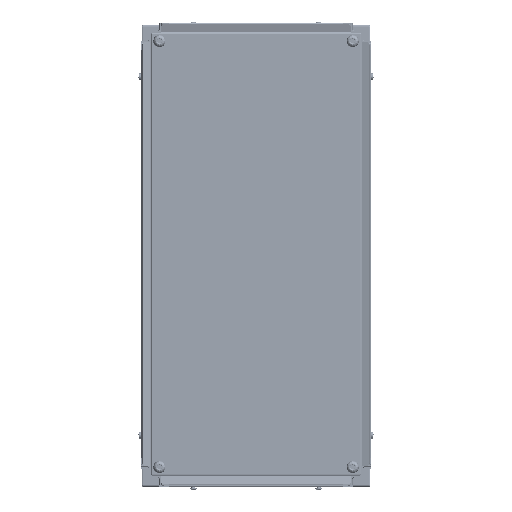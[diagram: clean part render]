
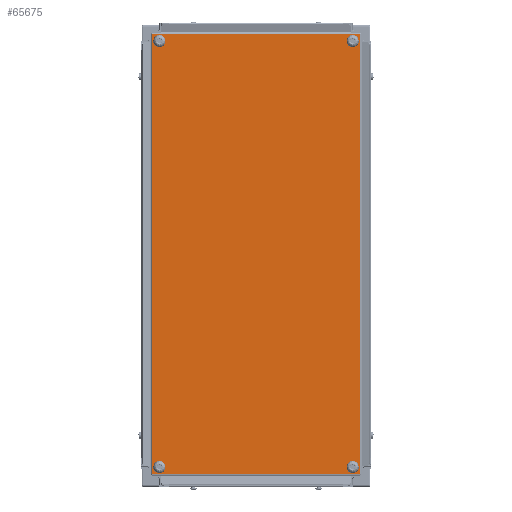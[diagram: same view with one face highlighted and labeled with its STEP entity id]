
A CAD part, top view. The second image highlights one B-rep face of the part: STEP entity #65675.
In plain terms, the highlighted face is planar.
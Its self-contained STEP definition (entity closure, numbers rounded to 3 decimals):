
#64829=CARTESIAN_POINT('Vertex',(-178.,-378.,0.)) ;
#65074=CARTESIAN_POINT('Line Origine',(-178.,0.,0.)) ;
#65078=CARTESIAN_POINT('Vertex',(-178.,378.,0.)) ;
#65102=CARTESIAN_POINT('Vertex',(178.,-378.,0.)) ;
#65105=CARTESIAN_POINT('Line Origine',(0.,-378.,0.)) ;
#65580=CARTESIAN_POINT('Axis2P3D Location',(0.,0.,0.)) ;
#65585=CARTESIAN_POINT('Line Origine',(178.,0.,0.)) ;
#65589=CARTESIAN_POINT('Vertex',(178.,378.,0.)) ;
#65592=CARTESIAN_POINT('Line Origine',(0.,378.,0.)) ;
#65603=CARTESIAN_POINT('Axis2P3D Location',(-166.,-366.,0.)) ;
#65607=CARTESIAN_POINT('Vertex',(-166.,-359.,0.)) ;
#65609=CARTESIAN_POINT('Vertex',(-166.,-373.,0.)) ;
#65612=CARTESIAN_POINT('Axis2P3D Location',(-166.,-366.,0.)) ;
#65621=CARTESIAN_POINT('Axis2P3D Location',(166.,-366.,0.)) ;
#65625=CARTESIAN_POINT('Vertex',(166.,-373.,0.)) ;
#65627=CARTESIAN_POINT('Vertex',(166.,-359.,0.)) ;
#65630=CARTESIAN_POINT('Axis2P3D Location',(166.,-366.,0.)) ;
#65639=CARTESIAN_POINT('Axis2P3D Location',(166.,366.,0.)) ;
#65643=CARTESIAN_POINT('Vertex',(166.,359.,0.)) ;
#65645=CARTESIAN_POINT('Vertex',(166.,373.,0.)) ;
#65648=CARTESIAN_POINT('Axis2P3D Location',(166.,366.,0.)) ;
#65657=CARTESIAN_POINT('Axis2P3D Location',(-166.,366.,0.)) ;
#65661=CARTESIAN_POINT('Vertex',(-166.,373.,0.)) ;
#65663=CARTESIAN_POINT('Vertex',(-166.,359.,0.)) ;
#65666=CARTESIAN_POINT('Axis2P3D Location',(-166.,366.,0.)) ;
#65075=DIRECTION('Vector Direction',(0.,-1.,0.)) ;
#65106=DIRECTION('Vector Direction',(1.,0.,0.)) ;
#65581=DIRECTION('Axis2P3D Direction',(0.,0.,-1.)) ;
#65582=DIRECTION('Axis2P3D XDirection',(1.,0.,0.)) ;
#65586=DIRECTION('Vector Direction',(0.,1.,0.)) ;
#65593=DIRECTION('Vector Direction',(-1.,0.,0.)) ;
#65604=DIRECTION('Axis2P3D Direction',(0.,0.,-1.)) ;
#65613=DIRECTION('Axis2P3D Direction',(0.,0.,-1.)) ;
#65622=DIRECTION('Axis2P3D Direction',(0.,0.,-1.)) ;
#65631=DIRECTION('Axis2P3D Direction',(0.,0.,-1.)) ;
#65640=DIRECTION('Axis2P3D Direction',(0.,0.,-1.)) ;
#65649=DIRECTION('Axis2P3D Direction',(0.,0.,-1.)) ;
#65658=DIRECTION('Axis2P3D Direction',(0.,0.,-1.)) ;
#65667=DIRECTION('Axis2P3D Direction',(0.,0.,-1.)) ;
#65583=AXIS2_PLACEMENT_3D('Plane Axis2P3D',#65580,#65581,#65582) ;
#65605=AXIS2_PLACEMENT_3D('Circle Axis2P3D',#65603,#65604,$) ;
#65614=AXIS2_PLACEMENT_3D('Circle Axis2P3D',#65612,#65613,$) ;
#65623=AXIS2_PLACEMENT_3D('Circle Axis2P3D',#65621,#65622,$) ;
#65632=AXIS2_PLACEMENT_3D('Circle Axis2P3D',#65630,#65631,$) ;
#65641=AXIS2_PLACEMENT_3D('Circle Axis2P3D',#65639,#65640,$) ;
#65650=AXIS2_PLACEMENT_3D('Circle Axis2P3D',#65648,#65649,$) ;
#65659=AXIS2_PLACEMENT_3D('Circle Axis2P3D',#65657,#65658,$) ;
#65668=AXIS2_PLACEMENT_3D('Circle Axis2P3D',#65666,#65667,$) ;
#65598=ORIENTED_EDGE('',*,*,#65591,.T.) ;
#65599=ORIENTED_EDGE('',*,*,#65109,.T.) ;
#65600=ORIENTED_EDGE('',*,*,#65080,.T.) ;
#65601=ORIENTED_EDGE('',*,*,#65596,.T.) ;
#65618=ORIENTED_EDGE('',*,*,#65611,.F.) ;
#65619=ORIENTED_EDGE('',*,*,#65616,.F.) ;
#65636=ORIENTED_EDGE('',*,*,#65629,.F.) ;
#65637=ORIENTED_EDGE('',*,*,#65634,.F.) ;
#65654=ORIENTED_EDGE('',*,*,#65647,.F.) ;
#65655=ORIENTED_EDGE('',*,*,#65652,.F.) ;
#65672=ORIENTED_EDGE('',*,*,#65665,.F.) ;
#65673=ORIENTED_EDGE('',*,*,#65670,.F.) ;
#65620=FACE_BOUND('',#65617,.T.) ;
#65638=FACE_BOUND('',#65635,.T.) ;
#65656=FACE_BOUND('',#65653,.T.) ;
#65674=FACE_BOUND('',#65671,.T.) ;
#65076=VECTOR('Line Direction',#65075,1.) ;
#65107=VECTOR('Line Direction',#65106,1.) ;
#65587=VECTOR('Line Direction',#65586,1.) ;
#65594=VECTOR('Line Direction',#65593,1.) ;
#65675=ADVANCED_FACE('Tetto_estetico',(#65602,#65620,#65638,#65656,#65674),#65584,.T.) ;
#65606=CIRCLE('generated circle',#65605,7.) ;
#65615=CIRCLE('generated circle',#65614,7.) ;
#65624=CIRCLE('generated circle',#65623,7.) ;
#65633=CIRCLE('generated circle',#65632,7.) ;
#65642=CIRCLE('generated circle',#65641,7.) ;
#65651=CIRCLE('generated circle',#65650,7.) ;
#65660=CIRCLE('generated circle',#65659,7.) ;
#65669=CIRCLE('generated circle',#65668,7.) ;
#65080=EDGE_CURVE('',#64830,#65079,#65077,.F.) ;
#65109=EDGE_CURVE('',#65103,#64830,#65108,.F.) ;
#65591=EDGE_CURVE('',#65590,#65103,#65588,.F.) ;
#65596=EDGE_CURVE('',#65079,#65590,#65595,.F.) ;
#65611=EDGE_CURVE('',#65608,#65610,#65606,.T.) ;
#65616=EDGE_CURVE('',#65610,#65608,#65615,.T.) ;
#65629=EDGE_CURVE('',#65626,#65628,#65624,.T.) ;
#65634=EDGE_CURVE('',#65628,#65626,#65633,.T.) ;
#65647=EDGE_CURVE('',#65644,#65646,#65642,.T.) ;
#65652=EDGE_CURVE('',#65646,#65644,#65651,.T.) ;
#65665=EDGE_CURVE('',#65662,#65664,#65660,.T.) ;
#65670=EDGE_CURVE('',#65664,#65662,#65669,.T.) ;
#65597=EDGE_LOOP('',(#65598,#65599,#65600,#65601)) ;
#65617=EDGE_LOOP('',(#65618,#65619)) ;
#65635=EDGE_LOOP('',(#65636,#65637)) ;
#65653=EDGE_LOOP('',(#65654,#65655)) ;
#65671=EDGE_LOOP('',(#65672,#65673)) ;
#65602=FACE_OUTER_BOUND('',#65597,.T.) ;
#65077=LINE('Line',#65074,#65076) ;
#65108=LINE('Line',#65105,#65107) ;
#65588=LINE('Line',#65585,#65587) ;
#65595=LINE('Line',#65592,#65594) ;
#65584=PLANE('',#65583) ;
#64830=VERTEX_POINT('',#64829) ;
#65079=VERTEX_POINT('',#65078) ;
#65103=VERTEX_POINT('',#65102) ;
#65590=VERTEX_POINT('',#65589) ;
#65608=VERTEX_POINT('',#65607) ;
#65610=VERTEX_POINT('',#65609) ;
#65626=VERTEX_POINT('',#65625) ;
#65628=VERTEX_POINT('',#65627) ;
#65644=VERTEX_POINT('',#65643) ;
#65646=VERTEX_POINT('',#65645) ;
#65662=VERTEX_POINT('',#65661) ;
#65664=VERTEX_POINT('',#65663) ;
